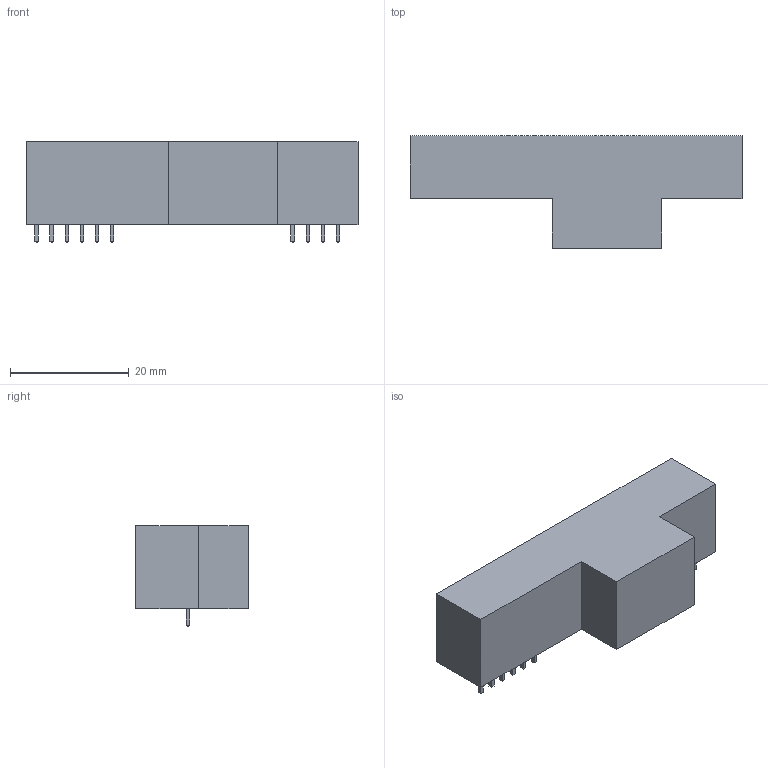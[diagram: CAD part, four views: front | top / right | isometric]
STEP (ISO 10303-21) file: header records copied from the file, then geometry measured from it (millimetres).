
FILE_DESCRIPTION(('FreeCAD Model'),'2;1');
FILE_NAME('ASSEMBLY_cp.step','2021-05-25T15:57:27',( 'kicad StepUp'),('ksu MCAD'),'Open CASCADE STEP processor 7.3', 'FreeCAD','Unknown');
FILE_SCHEMA(('AUTOMOTIVE_DESIGN { 1 0 10303 214 1 1 1 1 }'));
Length unit declared in the file: millimetre
Products named in the file (1): ASSEMBLY_cp
Bounding box: 56 x 19 x 17 mm (x, y, z)
Volume: 10496.5 mm3; surface area: 3666.7 mm2
Topology: 1 solids, 1 shells, 100 faces, 224 edges, 136 vertices
Faces by surface type: plane 100
Entity records: 3380 total; most frequent: CARTESIAN_POINT 461, ORIENTED_EDGE 448, DIRECTION 426, EDGE_CURVE 224, LINE 224, VECTOR 224, VERTEX_POINT 136, FACE_BOUND 110
